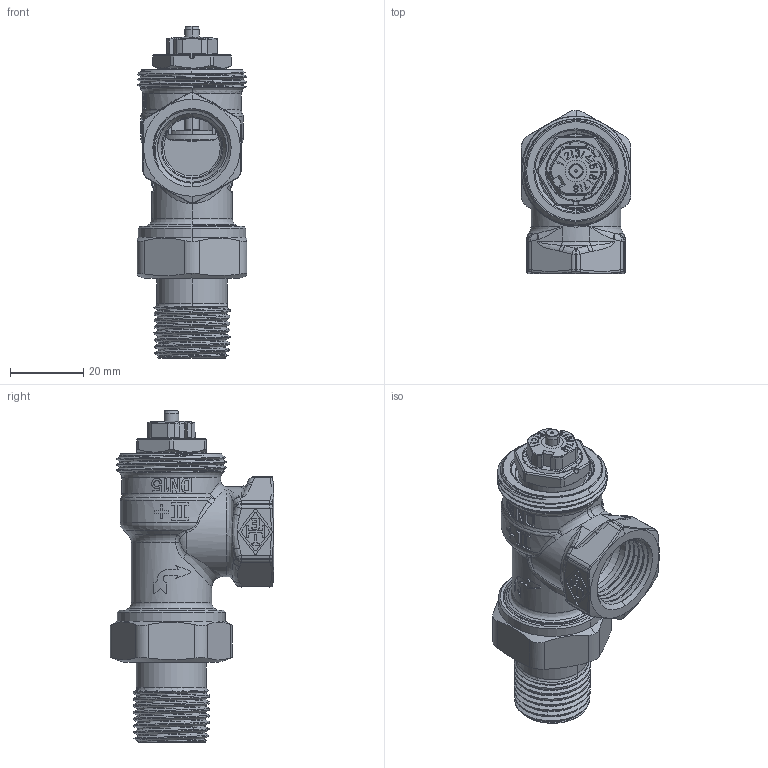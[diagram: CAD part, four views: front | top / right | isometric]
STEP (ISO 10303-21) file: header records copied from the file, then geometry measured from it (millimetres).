
FILE_DESCRIPTION((''),'2;1');
FILE_NAME('9103-22-000-GEW-O-B_SW0001','2015-08-03T',('marann'),(''),'PRO/ENGINEER BY PARAMETRIC TECHNOLOGY CORPORATION, 2011490','PRO/ENGINEER BY PARAMETRIC TECHNOLOGY CORPORATION, 2011490','');
FILE_SCHEMA(('CONFIG_CONTROL_DESIGN'));
Products named in the file (1): 9103-22-000-GEW-O-B_SW0001
Bounding box: 30 x 44.7 x 90.78 mm (x, y, z)
Volume: 27370 mm3; surface area: 22572 mm2
Topology: 1 solids, 1 shells, 1351 faces, 3545 edges, 2246 vertices
Faces by surface type: plane 699, cylinder 284, cone 133, bspline 114, torus 95, sphere 26
Entity records: 57077 total; most frequent: CARTESIAN_POINT 26043, ORIENTED_EDGE 7062, DIRECTION 5593, EDGE_CURVE 3531, VERTEX_POINT 2246, AXIS2_PLACEMENT_3D 2035, VECTOR 1523, LINE 1523
